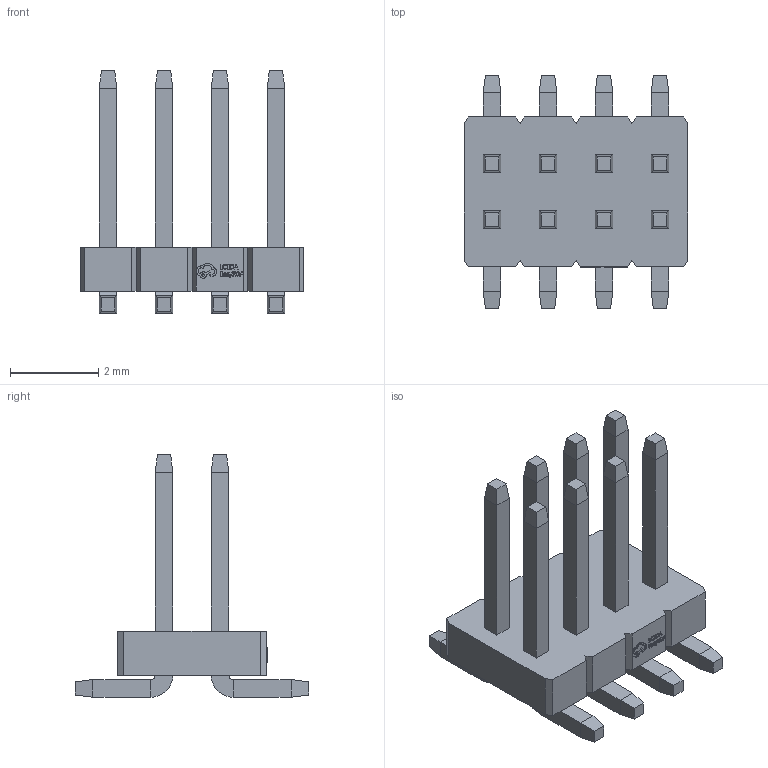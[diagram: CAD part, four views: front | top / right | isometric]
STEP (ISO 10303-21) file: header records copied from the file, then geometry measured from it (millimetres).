
FILE_DESCRIPTION(/* description */ (''),/* implementation_level */ '2;1');
FILE_NAME(/* name */ 'jsL2-H1.step',/* time_stamp */ '2024-12-11T10:46:16+08:00',/* author */ (''),/* organization */ (''),/* preprocessor_version */ 'ST-DEVELOPER v20',/* originating_system */ 'Autodesk Translation Framework v13.20.0.188',/* authorisation */ '');
FILE_SCHEMA (('AUTOMOTIVE_DESIGN { 1 0 10303 214 3 1 1 }'));
Length unit declared in the file: millimetre
Products named in the file (3): jsL2-H1; HDR-SMD_8P-P1.27-V-M-C2-C4-LS5.3; SOLID
Assembly tree (2 placements, depth 3):
  jsL2-H1
    HDR-SMD_8P-P1.27-V-M-C2-C4-LS5.3
      SOLID
Bounding box: 5.08 x 5.3 x 5.5 mm (x, y, z)
Volume: 24.8 mm3; surface area: 128.9 mm2
Topology: 1 solids, 1 shells, 426 faces, 1073 edges, 682 vertices
Faces by surface type: plane 312, bspline 98, cylinder 16
Entity records: 13317 total; most frequent: CARTESIAN_POINT 3227, ORIENTED_EDGE 2146, DIRECTION 1755, EDGE_CURVE 1073, LINE 843, VECTOR 843, VERTEX_POINT 682, EDGE_LOOP 459
